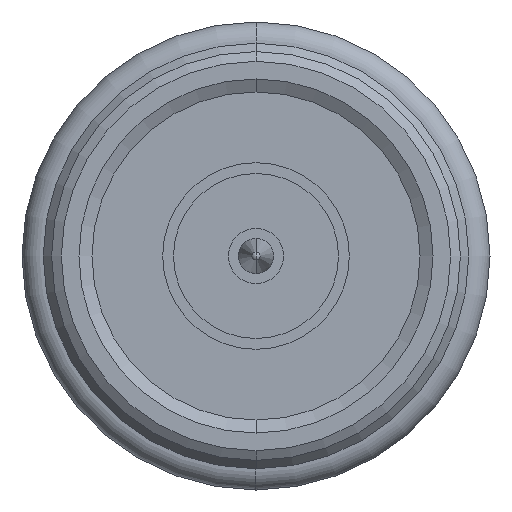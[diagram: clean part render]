
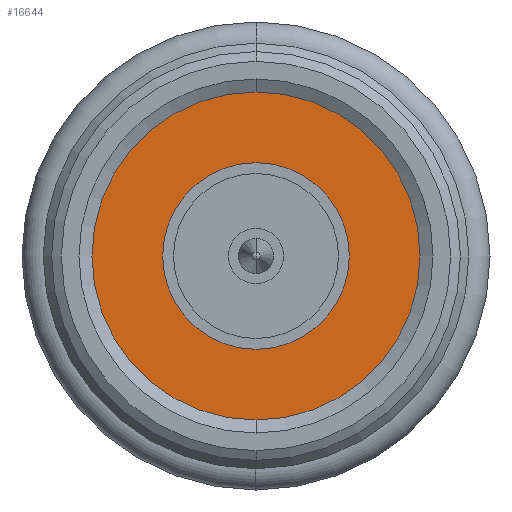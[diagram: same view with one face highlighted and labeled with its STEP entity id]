
A CAD part, left-side view. The second image highlights one B-rep face of the part: STEP entity #16644.
In plain terms, the highlighted face is planar.
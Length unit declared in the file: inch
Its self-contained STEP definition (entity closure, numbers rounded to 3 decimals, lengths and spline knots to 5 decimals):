
#55 = PLANE ( 'NONE',  #1029 ) ;
#175 = DIRECTION ( 'NONE',  ( 0., 0., -1. ) ) ;
#360 = EDGE_CURVE ( 'NONE', #788, #5345, #17529, .T. ) ;
#528 = CIRCLE ( 'NONE', #13106, 0.17268 ) ;
#788 = VERTEX_POINT ( 'NONE', #18228 ) ;
#791 = EDGE_CURVE ( 'NONE', #15201, #3706, #528, .T. ) ;
#1029 = AXIS2_PLACEMENT_3D ( 'NONE', #1472, #9024, #175 ) ;
#1472 = CARTESIAN_POINT ( 'NONE',  ( 0.0218, 0., 0. ) ) ;
#2548 = FACE_OUTER_BOUND ( 'NONE', #17566, .T. ) ;
#3173 = AXIS2_PLACEMENT_3D ( 'NONE', #12210, #6484, #10704 ) ;
#3235 = AXIS2_PLACEMENT_3D ( 'NONE', #16898, #7930, #18393 ) ;
#3706 = VERTEX_POINT ( 'NONE', #7187 ) ;
#4322 = CIRCLE ( 'NONE', #6539, 0.17268 ) ;
#5251 = ORIENTED_EDGE ( 'NONE', *, *, #791, .T. ) ;
#5345 = VERTEX_POINT ( 'NONE', #12732 ) ;
#6484 = DIRECTION ( 'NONE',  ( -1., 0., 0. ) ) ;
#6539 = AXIS2_PLACEMENT_3D ( 'NONE', #13036, #14645, #7326 ) ;
#7187 = CARTESIAN_POINT ( 'NONE',  ( 0.0218, 0., 0.17268 ) ) ;
#7326 = DIRECTION ( 'NONE',  ( 0., 0., 1. ) ) ;
#7732 = CIRCLE ( 'NONE', #3235, 0.35915 ) ;
#7930 = DIRECTION ( 'NONE',  ( -1., 0., 0. ) ) ;
#8264 = ORIENTED_EDGE ( 'NONE', *, *, #360, .F. ) ;
#9024 = DIRECTION ( 'NONE',  ( 1., 0., 0. ) ) ;
#9346 = DIRECTION ( 'NONE',  ( -1., 0., 0. ) ) ;
#10704 = DIRECTION ( 'NONE',  ( 0., 0., 1. ) ) ;
#10773 = CARTESIAN_POINT ( 'NONE',  ( 0.0218, 0., 0. ) ) ;
#10930 = ORIENTED_EDGE ( 'NONE', *, *, #17339, .T. ) ;
#12210 = CARTESIAN_POINT ( 'NONE',  ( 0.0218, 0., 0. ) ) ;
#12398 = DIRECTION ( 'NONE',  ( 0., 0., 1. ) ) ;
#12647 = CARTESIAN_POINT ( 'NONE',  ( 0.0218, 0., -0.17268 ) ) ;
#12732 = CARTESIAN_POINT ( 'NONE',  ( 0.0218, 0., -0.35915 ) ) ;
#13036 = CARTESIAN_POINT ( 'NONE',  ( 0.0218, 0., 0. ) ) ;
#13106 = AXIS2_PLACEMENT_3D ( 'NONE', #10773, #9346, #12398 ) ;
#13761 = ORIENTED_EDGE ( 'NONE', *, *, #13907, .F. ) ;
#13907 = EDGE_CURVE ( 'NONE', #5345, #788, #7732, .T. ) ;
#14645 = DIRECTION ( 'NONE',  ( -1., 0., 0. ) ) ;
#15079 = EDGE_LOOP ( 'NONE', ( #10930, #5251 ) ) ;
#15201 = VERTEX_POINT ( 'NONE', #12647 ) ;
#16644 = ADVANCED_FACE ( 'NONE', ( #16779, #2548 ), #55, .T. ) ;
#16779 = FACE_BOUND ( 'NONE', #15079, .T. ) ;
#16898 = CARTESIAN_POINT ( 'NONE',  ( 0.0218, 0., 0. ) ) ;
#17339 = EDGE_CURVE ( 'NONE', #3706, #15201, #4322, .T. ) ;
#17529 = CIRCLE ( 'NONE', #3173, 0.35915 ) ;
#17566 = EDGE_LOOP ( 'NONE', ( #8264, #13761 ) ) ;
#18228 = CARTESIAN_POINT ( 'NONE',  ( 0.0218, 0., 0.35915 ) ) ;
#18393 = DIRECTION ( 'NONE',  ( 0., 0., 1. ) ) ;
